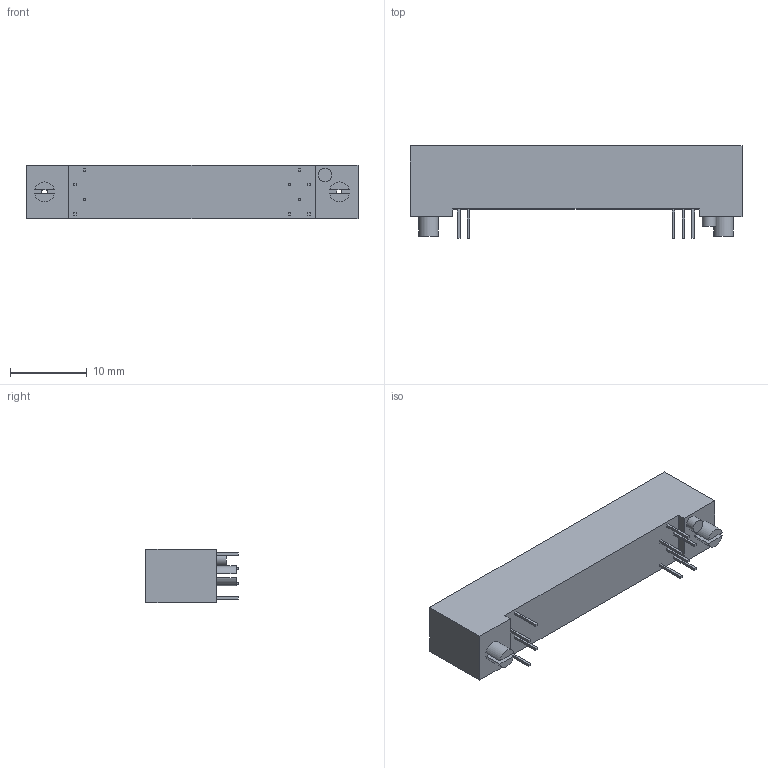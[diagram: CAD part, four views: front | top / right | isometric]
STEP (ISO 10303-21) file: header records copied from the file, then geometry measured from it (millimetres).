
FILE_DESCRIPTION( ( 'STEP AP214' ), '1' );
FILE_NAME( '716617050.stp', '2020-02-13T19:48:15', ( '' ), ( '' ), ' ', 'PARTsolutions', ' ' );
FILE_SCHEMA( ( 'AUTOMOTIVE_DESIGN { 1 0 10303 214 1 1 1 1 }' ) );
Length unit declared in the file: inch
Products named in the file (2): 716617050; 1
Assembly tree (1 placements, depth 2):
  716617050
    1
Bounding box: 43.15 x 11.99 x 6.99 mm (x, y, z)
Volume: 1311.5 mm3; surface area: 2598.6 mm2
Topology: 1 solids, 1 shells, 128 faces, 327 edges, 212 vertices
Faces by surface type: plane 106, cylinder 15, bspline 4, cone 3
Full cylindrical faces by diameter (mm): 0.762 x1, 1.778 x1
Entity records: 4069 total; most frequent: CARTESIAN_POINT 992, ORIENTED_EDGE 646, DIRECTION 571, EDGE_CURVE 323, LINE 271, VECTOR 271, VERTEX_POINT 210, AXIS2_PLACEMENT_3D 150
